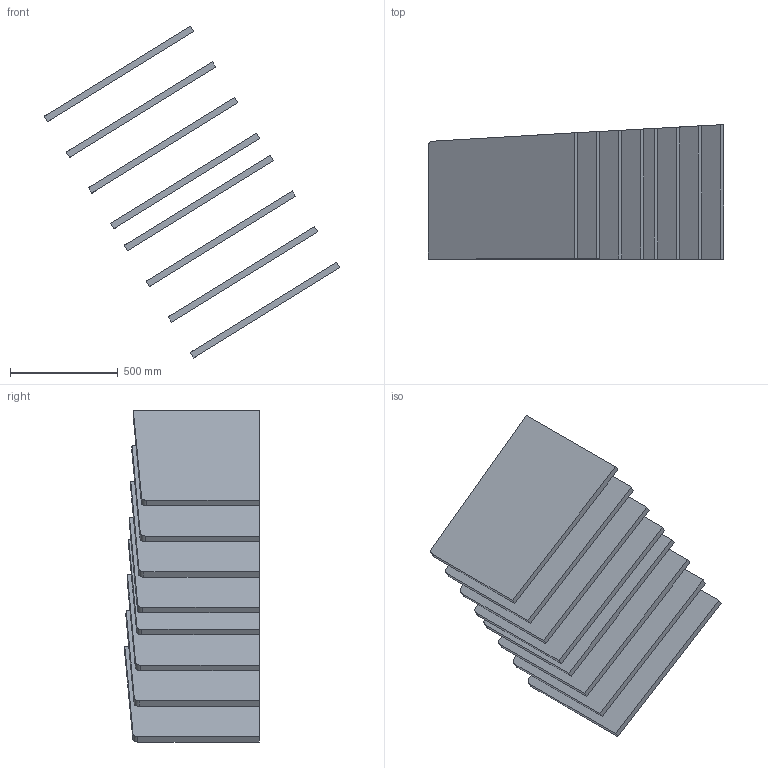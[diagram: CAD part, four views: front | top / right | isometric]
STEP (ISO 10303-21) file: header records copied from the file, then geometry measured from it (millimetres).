
FILE_DESCRIPTION(('FreeCAD Model'),'2;1');
FILE_NAME('detailed_HCPB/step/cooling_plate_1_sample_envelope_1.step', '2018-04-18T16:54:26',('FreeCAD'),('FreeCAD'), 'Open CASCADE STEP processor 7.2','FreeCAD','Unknown');
FILE_SCHEMA(('AUTOMOTIVE_DESIGN_CC2 { 1 2 10303 214 -1 1 5 4 }'));
Length unit declared in the file: millimetre
Products named in the file (9): Open CASCADE STEP translator 7.2 4; Open CASCADE STEP translator 7.2 4.1; Open CASCADE STEP translator 7.2 4.2; Open CASCADE STEP translator 7.2 4.3; Open CASCADE STEP translator 7.2 4.4; Open CASCADE STEP translator 7.2 4.5; Open CASCADE STEP translator 7.2 4.6; Open CASCADE STEP translator 7.2 4.7; Open CASCADE STEP translator 7.2 4.8
Assembly tree (8 placements, depth 2):
  Open CASCADE STEP translator 7.2 4
    Open CASCADE STEP translator 7.2 4.1
    Open CASCADE STEP translator 7.2 4.2
    Open CASCADE STEP translator 7.2 4.3
    Open CASCADE STEP translator 7.2 4.4
    Open CASCADE STEP translator 7.2 4.5
    Open CASCADE STEP translator 7.2 4.6
    Open CASCADE STEP translator 7.2 4.7
    Open CASCADE STEP translator 7.2 4.8
Bounding box: 1372.79 x 626.2 x 1542.39 mm (x, y, z)
Volume: 112249121.9 mm3; surface area: 8145916.2 mm2
Topology: 8 solids, 8 shells, 56 faces, 120 edges, 80 vertices
Faces by surface type: plane 48, cylinder 8
Entity records: 3120 total; most frequent: CARTESIAN_POINT 809, DIRECTION 314, ORIENTED_EDGE 240, PCURVE 240, DEFINITIONAL_REPRESENTATION 240, B_SPLINE_CURVE_WITH_KNOTS 192, LINE 136, VECTOR 136
